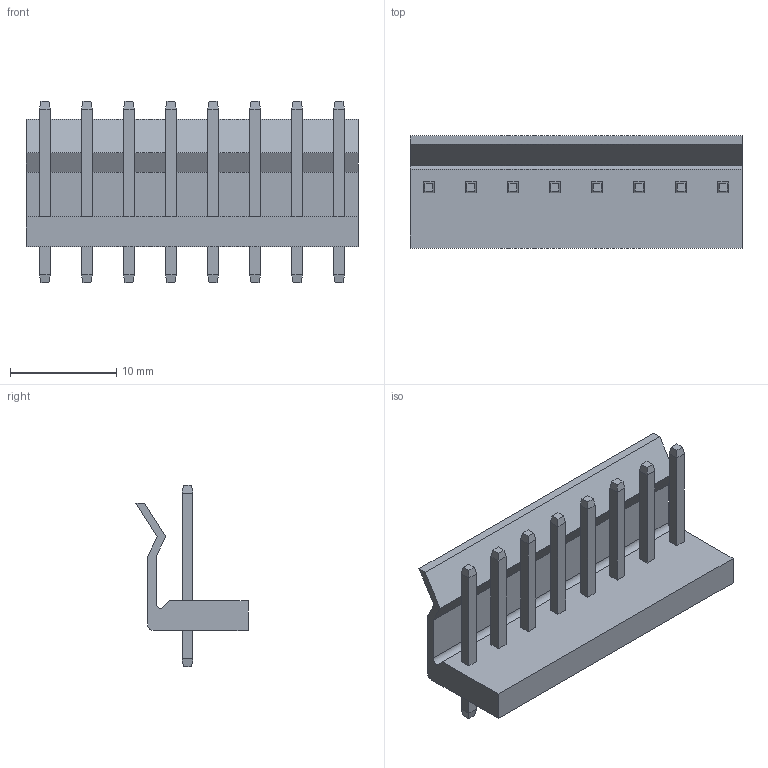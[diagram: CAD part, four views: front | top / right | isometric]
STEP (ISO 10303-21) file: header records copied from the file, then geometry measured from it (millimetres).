
FILE_DESCRIPTION(/* description */ ('Unknown'),/* implementation_level */ '2;1');
FILE_NAME(/* name */ 'JST - CH - Thru (V) - 8Pin - 3.96mm',/* time_stamp */ '2018-11-28T20:55:47-05:00',/* author */ ('Unknown'),/* organization */ ('Unknown'),/* preprocessor_version */ 'ST-DEVELOPER v16.7',/* originating_system */ 'DEX',/* authorisation */ $);
FILE_SCHEMA (('TECHNICAL_DATA_PACKAGING','AUTOMOTIVE_DESIGN {1 0 10303 214 3 1 1}'));
Length unit declared in the file: millimetre
Products named in the file (1): JST - CH - Thru (V) - 8Pin - 3.96mm
Bounding box: 31.28 x 10.57 x 17.09 mm (x, y, z)
Volume: 1155.4 mm3; surface area: 1959.4 mm2
Topology: 1 solids, 21 shells, 372 faces, 854 edges, 548 vertices
Faces by surface type: plane 330, bspline 40, cylinder 2
Entity records: 14245 total; most frequent: CARTESIAN_POINT 3885, ORIENTED_EDGE 1700, DIRECTION 1254, EDGE_CURVE 850, LINE 580, VECTOR 580, VERTEX_POINT 548, EDGE_LOOP 412
